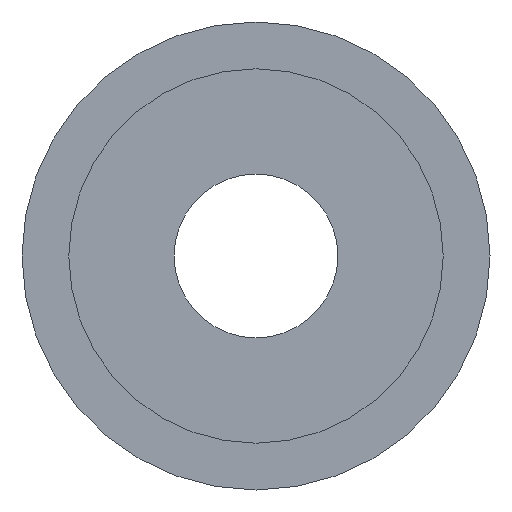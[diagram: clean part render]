
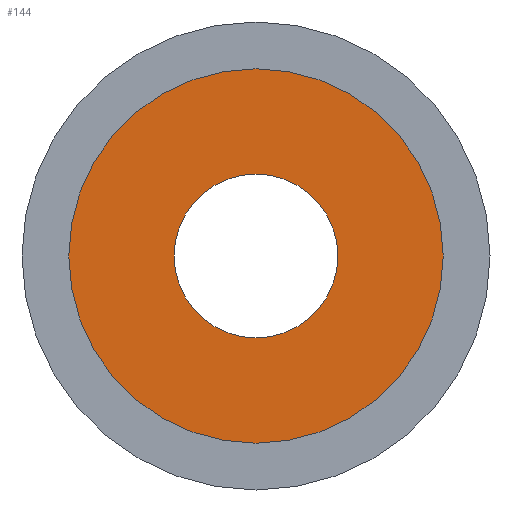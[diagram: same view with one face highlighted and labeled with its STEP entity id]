
A CAD part, front view. The second image highlights one B-rep face of the part: STEP entity #144.
In plain terms, the highlighted planar face has unit normal (0, -1, 0).
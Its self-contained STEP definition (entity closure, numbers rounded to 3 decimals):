
#24 = EDGE_LOOP ( 'NONE', ( #130, #278 ) ) ;
#26 = EDGE_CURVE ( 'NONE', #31, #212, #124, .T. ) ;
#27 = DIRECTION ( 'NONE',  ( 0., -1., 0. ) ) ;
#28 = EDGE_LOOP ( 'NONE', ( #58, #195 ) ) ;
#31 = VERTEX_POINT ( 'NONE', #37 ) ;
#32 = CIRCLE ( 'NONE', #146, 8. ) ;
#36 = EDGE_CURVE ( 'NONE', #101, #275, #32, .T. ) ;
#37 = CARTESIAN_POINT ( 'NONE',  ( 0., 45., 3.5 ) ) ;
#49 = AXIS2_PLACEMENT_3D ( 'NONE', #60, #27, #84 ) ;
#50 = CARTESIAN_POINT ( 'NONE',  ( 0., 45., 8. ) ) ;
#58 = ORIENTED_EDGE ( 'NONE', *, *, #152, .T. ) ;
#60 = CARTESIAN_POINT ( 'NONE',  ( 0., 45., 0. ) ) ;
#64 = DIRECTION ( 'NONE',  ( 0., 1., 0. ) ) ;
#70 = CIRCLE ( 'NONE', #116, 3.5 ) ;
#72 = DIRECTION ( 'NONE',  ( 0., 0., -1. ) ) ;
#84 = DIRECTION ( 'NONE',  ( 0., 0., -1. ) ) ;
#101 = VERTEX_POINT ( 'NONE', #50 ) ;
#114 = CARTESIAN_POINT ( 'NONE',  ( 0., 45., -8. ) ) ;
#116 = AXIS2_PLACEMENT_3D ( 'NONE', #137, #221, #72 ) ;
#124 = CIRCLE ( 'NONE', #238, 3.5 ) ;
#130 = ORIENTED_EDGE ( 'NONE', *, *, #26, .T. ) ;
#136 = DIRECTION ( 'NONE',  ( 0., 0., -1. ) ) ;
#137 = CARTESIAN_POINT ( 'NONE',  ( 0., 45., 0. ) ) ;
#143 = CARTESIAN_POINT ( 'NONE',  ( 0., 45., 0. ) ) ;
#144 = ADVANCED_FACE ( 'NONE', ( #274, #272 ), #163, .T. ) ;
#146 = AXIS2_PLACEMENT_3D ( 'NONE', #285, #287, #204 ) ;
#152 = EDGE_CURVE ( 'NONE', #275, #101, #207, .T. ) ;
#154 = CARTESIAN_POINT ( 'NONE',  ( 0., 45., -3.5 ) ) ;
#159 = CARTESIAN_POINT ( 'NONE',  ( 0., 45., 0. ) ) ;
#163 = PLANE ( 'NONE',  #254 ) ;
#168 = DIRECTION ( 'NONE',  ( 0., -1., 0. ) ) ;
#193 = EDGE_CURVE ( 'NONE', #212, #31, #70, .T. ) ;
#195 = ORIENTED_EDGE ( 'NONE', *, *, #36, .T. ) ;
#204 = DIRECTION ( 'NONE',  ( 0., 0., -1. ) ) ;
#207 = CIRCLE ( 'NONE', #49, 8. ) ;
#212 = VERTEX_POINT ( 'NONE', #154 ) ;
#221 = DIRECTION ( 'NONE',  ( 0., 1., 0. ) ) ;
#228 = DIRECTION ( 'NONE',  ( 0., 0., -1. ) ) ;
#238 = AXIS2_PLACEMENT_3D ( 'NONE', #159, #64, #136 ) ;
#254 = AXIS2_PLACEMENT_3D ( 'NONE', #143, #168, #228 ) ;
#272 = FACE_BOUND ( 'NONE', #24, .T. ) ;
#274 = FACE_OUTER_BOUND ( 'NONE', #28, .T. ) ;
#275 = VERTEX_POINT ( 'NONE', #114 ) ;
#278 = ORIENTED_EDGE ( 'NONE', *, *, #193, .T. ) ;
#285 = CARTESIAN_POINT ( 'NONE',  ( 0., 45., 0. ) ) ;
#287 = DIRECTION ( 'NONE',  ( 0., -1., 0. ) ) ;
